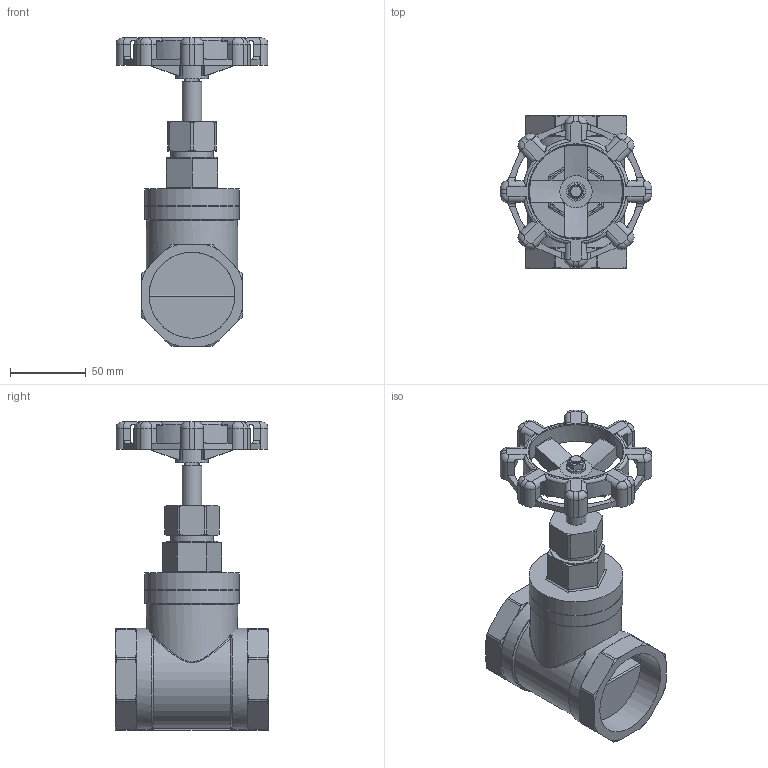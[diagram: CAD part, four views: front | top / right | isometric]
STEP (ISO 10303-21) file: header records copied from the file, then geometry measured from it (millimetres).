
FILE_DESCRIPTION(/* description */ ('Unknown'),/* implementation_level */ '2;1');
FILE_NAME(/* name */ '9120-09',/* time_stamp */ '2023-02-02T13:47:39+01:00',/* author */ ('Unknown'),/* organization */ ('Unknown'),/* preprocessor_version */ 'ST-DEVELOPER v16.7',/* originating_system */ 'Solid Edge',/* authorisation */ 'Unknown');
FILE_SCHEMA (('AUTOMOTIVE_DESIGN {1 0 10303 214 3 1 1}'));
Length unit declared in the file: millimetre
Products named in the file (5): 9120-09; DIN125-6_4.1.2; Handrad ø100; WUERTH 03226 hexagonal nut DIN 934  M6 A2 BLK_EDST
Assembly tree (4 placements, depth 2):
  9120-09
    DIN125-6_4.1.2
    Handrad ø100
    9120-09
    WUERTH 03226 hexagonal nut DIN 934  M6 A2 BLK_EDST
Bounding box: 100 x 101 x 203 mm (x, y, z)
Volume: 363578 mm3; surface area: 91653 mm2
Topology: 4 solids, 4 shells, 409 faces, 1142 edges, 727 vertices
Faces by surface type: plane 170, cylinder 125, cone 54, torus 50, sphere 8, bspline 2
Full cylindrical faces by diameter (mm): 4.917 x1, 6.3 x1, 6.4 x1, 8 x1, 12.5 x1, 13 x1, 21.213 x1, 28 x1, 33 x1, 34 x1, 56.656 x3, 60 x1, 62 x3, 70 x1, 81.941 x1
Entity records: 14998 total; most frequent: CARTESIAN_POINT 3387, ORIENTED_EDGE 2192, DIRECTION 2008, EDGE_CURVE 1096, AXIS2_PLACEMENT_3D 780, VERTEX_POINT 710, EDGE_LOOP 452, FACE_BOUND 452
